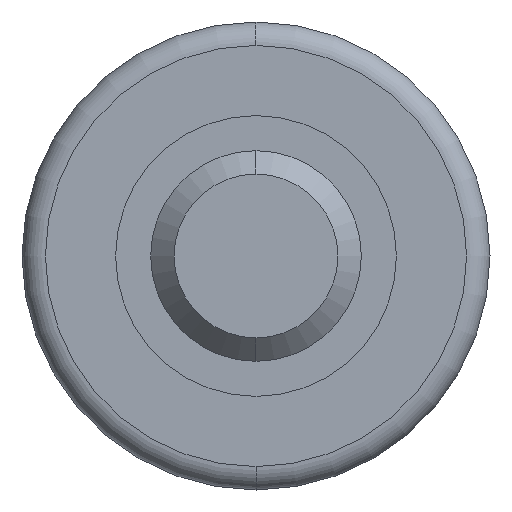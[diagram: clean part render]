
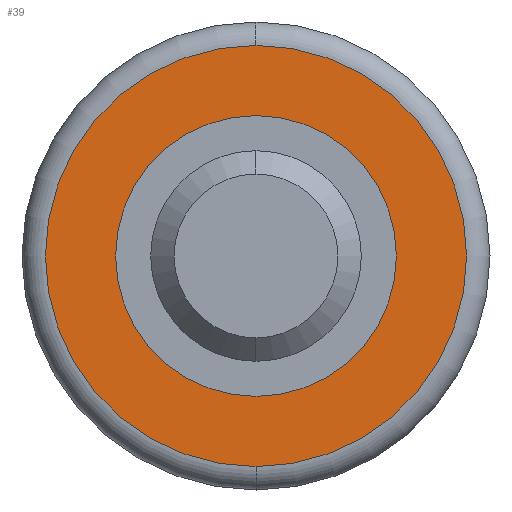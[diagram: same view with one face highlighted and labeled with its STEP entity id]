
A CAD part, left-side view. The second image highlights one B-rep face of the part: STEP entity #39.
In plain terms, the highlighted planar face has unit normal (-1, 0, 0).
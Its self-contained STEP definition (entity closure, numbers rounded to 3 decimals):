
#2 = VERTEX_POINT ( 'NONE', #1438 ) ;
#22 = CARTESIAN_POINT ( 'NONE',  ( 23., 0., 0. ) ) ;
#39 = ADVANCED_FACE ( 'NONE', ( #425, #1417 ), #356, .F. ) ;
#40 = EDGE_CURVE ( 'NONE', #2, #741, #646, .T. ) ;
#95 = DIRECTION ( 'NONE',  ( 1., 0., 0. ) ) ;
#122 = DIRECTION ( 'NONE',  ( -1., 0., 0. ) ) ;
#156 = AXIS2_PLACEMENT_3D ( 'NONE', #609, #122, #615 ) ;
#185 = EDGE_CURVE ( 'NONE', #741, #2, #233, .T. ) ;
#233 = CIRCLE ( 'NONE', #1231, 3. ) ;
#270 = DIRECTION ( 'NONE',  ( -1., 0., 0. ) ) ;
#356 = PLANE ( 'NONE',  #1067 ) ;
#382 = CARTESIAN_POINT ( 'NONE',  ( 23., 0., 3. ) ) ;
#425 = FACE_OUTER_BOUND ( 'NONE', #989, .T. ) ;
#479 = AXIS2_PLACEMENT_3D ( 'NONE', #1096, #729, #607 ) ;
#481 = VERTEX_POINT ( 'NONE', #1191 ) ;
#542 = ORIENTED_EDGE ( 'NONE', *, *, #1516, .T. ) ;
#559 = VERTEX_POINT ( 'NONE', #593 ) ;
#587 = DIRECTION ( 'NONE',  ( 0., 0., 1. ) ) ;
#593 = CARTESIAN_POINT ( 'NONE',  ( 23., 0., -4.5 ) ) ;
#607 = DIRECTION ( 'NONE',  ( 0., 0., -1. ) ) ;
#609 = CARTESIAN_POINT ( 'NONE',  ( 23., 0., 0. ) ) ;
#611 = ORIENTED_EDGE ( 'NONE', *, *, #185, .F. ) ;
#615 = DIRECTION ( 'NONE',  ( 0., 0., -1. ) ) ;
#646 = CIRCLE ( 'NONE', #1308, 3. ) ;
#683 = ORIENTED_EDGE ( 'NONE', *, *, #40, .F. ) ;
#708 = ORIENTED_EDGE ( 'NONE', *, *, #1177, .T. ) ;
#729 = DIRECTION ( 'NONE',  ( -1., 0., 0. ) ) ;
#741 = VERTEX_POINT ( 'NONE', #382 ) ;
#761 = CIRCLE ( 'NONE', #156, 4.5 ) ;
#843 = CARTESIAN_POINT ( 'NONE',  ( 23., 3., 0. ) ) ;
#952 = DIRECTION ( 'NONE',  ( -1., 0., 0. ) ) ;
#956 = CARTESIAN_POINT ( 'NONE',  ( 23., 0., 0. ) ) ;
#989 = EDGE_LOOP ( 'NONE', ( #708, #542 ) ) ;
#1067 = AXIS2_PLACEMENT_3D ( 'NONE', #843, #95, #1429 ) ;
#1096 = CARTESIAN_POINT ( 'NONE',  ( 23., 0., 0. ) ) ;
#1156 = EDGE_LOOP ( 'NONE', ( #611, #683 ) ) ;
#1177 = EDGE_CURVE ( 'NONE', #559, #481, #1314, .T. ) ;
#1191 = CARTESIAN_POINT ( 'NONE',  ( 23., 0., 4.5 ) ) ;
#1231 = AXIS2_PLACEMENT_3D ( 'NONE', #22, #270, #1478 ) ;
#1308 = AXIS2_PLACEMENT_3D ( 'NONE', #956, #952, #587 ) ;
#1314 = CIRCLE ( 'NONE', #479, 4.5 ) ;
#1417 = FACE_BOUND ( 'NONE', #1156, .T. ) ;
#1429 = DIRECTION ( 'NONE',  ( 0., 0., -1. ) ) ;
#1438 = CARTESIAN_POINT ( 'NONE',  ( 23., 0., -3. ) ) ;
#1478 = DIRECTION ( 'NONE',  ( 0., 0., 1. ) ) ;
#1516 = EDGE_CURVE ( 'NONE', #481, #559, #761, .T. ) ;
